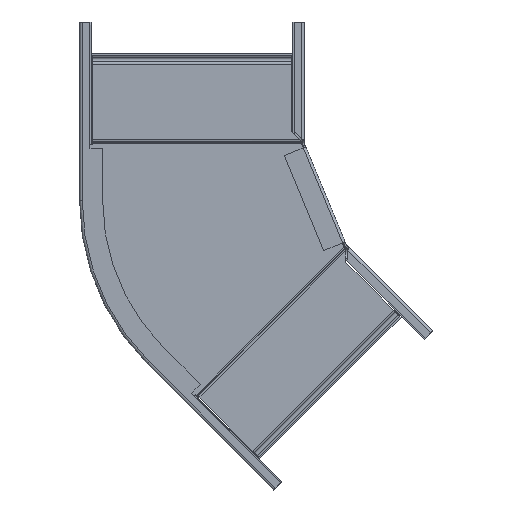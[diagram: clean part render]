
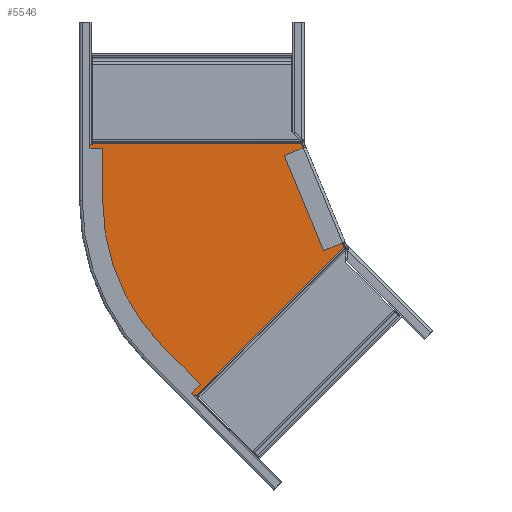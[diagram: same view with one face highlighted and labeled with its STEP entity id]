
A CAD part, front view. The second image highlights one B-rep face of the part: STEP entity #5546.
In plain terms, the highlighted planar face has unit normal (0, -1, 0).
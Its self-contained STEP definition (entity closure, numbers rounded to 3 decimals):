
#12 = VECTOR ( 'NONE', #2568, 1000. ) ;
#122 = EDGE_CURVE ( 'NONE', #5365, #1646, #3097, .T. ) ;
#147 = ORIENTED_EDGE ( 'NONE', *, *, #1633, .F. ) ;
#210 = VECTOR ( 'NONE', #1744, 1000. ) ;
#250 = EDGE_CURVE ( 'NONE', #5365, #3497, #381, .T. ) ;
#302 = VERTEX_POINT ( 'NONE', #1710 ) ;
#307 = DIRECTION ( 'NONE',  ( 0., 0., 1. ) ) ;
#323 = EDGE_CURVE ( 'NONE', #3942, #1646, #4902, .T. ) ;
#381 = CIRCLE ( 'NONE', #2157, 148.25 ) ;
#404 = VECTOR ( 'NONE', #4752, 1000. ) ;
#424 = EDGE_CURVE ( 'NONE', #2918, #302, #3688, .T. ) ;
#427 = ORIENTED_EDGE ( 'NONE', *, *, #3948, .T. ) ;
#465 = EDGE_CURVE ( 'NONE', #1805, #4202, #4185, .T. ) ;
#509 = DIRECTION ( 'NONE',  ( 0., 1., 0. ) ) ;
#732 = CARTESIAN_POINT ( 'NONE',  ( -156.139, -0.75, 32.928 ) ) ;
#738 = CARTESIAN_POINT ( 'NONE',  ( -149.639, -0.75, 33.603 ) ) ;
#756 = VECTOR ( 'NONE', #2026, 1000. ) ;
#787 = ORIENTED_EDGE ( 'NONE', *, *, #465, .F. ) ;
#833 = ORIENTED_EDGE ( 'NONE', *, *, #1077, .F. ) ;
#878 = CARTESIAN_POINT ( 'NONE',  ( 18.183, -0.75, -29.339 ) ) ;
#919 = CARTESIAN_POINT ( 'NONE',  ( -149.639, -0.75, 85.428 ) ) ;
#929 = VECTOR ( 'NONE', #2768, 1000. ) ;
#1028 = DIRECTION ( 'NONE',  ( -0.707, 0., 0.707 ) ) ;
#1077 = EDGE_CURVE ( 'NONE', #4038, #1805, #4413, .T. ) ;
#1190 = CARTESIAN_POINT ( 'NONE',  ( 13.639, -0.75, -32.928 ) ) ;
#1364 = VECTOR ( 'NONE', #1871, 1000. ) ;
#1423 = ORIENTED_EDGE ( 'NONE', *, *, #122, .T. ) ;
#1430 = EDGE_CURVE ( 'NONE', #2015, #3942, #2081, .T. ) ;
#1492 = CARTESIAN_POINT ( 'NONE',  ( -87.124, -0.75, -133.69 ) ) ;
#1633 = EDGE_CURVE ( 'NONE', #3497, #302, #4143, .T. ) ;
#1642 = VERTEX_POINT ( 'NONE', #738 ) ;
#1646 = VERTEX_POINT ( 'NONE', #5013 ) ;
#1702 = CARTESIAN_POINT ( 'NONE',  ( -7.889, -0.75, 33.603 ) ) ;
#1710 = CARTESIAN_POINT ( 'NONE',  ( -156.139, -0.75, 32.928 ) ) ;
#1735 = CARTESIAN_POINT ( 'NONE',  ( -7.889, -0.75, -3.268 ) ) ;
#1744 = DIRECTION ( 'NONE',  ( -0.707, 0., 0.707 ) ) ;
#1805 = VERTEX_POINT ( 'NONE', #5529 ) ;
#1811 = DIRECTION ( 'NONE',  ( 0., 0., -1. ) ) ;
#1843 = CARTESIAN_POINT ( 'NONE',  ( -13.639, -0.75, 32.928 ) ) ;
#1850 = LINE ( 'NONE', #2241, #4263 ) ;
#1861 = VECTOR ( 'NONE', #307, 1000. ) ;
#1871 = DIRECTION ( 'NONE',  ( 0.707, 0., -0.707 ) ) ;
#2004 = CARTESIAN_POINT ( 'NONE',  ( -13.639, -0.75, 33.603 ) ) ;
#2015 = VERTEX_POINT ( 'NONE', #5540 ) ;
#2026 = DIRECTION ( 'NONE',  ( 0.383, 0., -0.924 ) ) ;
#2039 = DIRECTION ( 'NONE',  ( 0., -1., 0. ) ) ;
#2081 = LINE ( 'NONE', #3780, #210 ) ;
#2157 = AXIS2_PLACEMENT_3D ( 'NONE', #1735, #509, #3066 ) ;
#2214 = ORIENTED_EDGE ( 'NONE', *, *, #323, .F. ) ;
#2241 = CARTESIAN_POINT ( 'NONE',  ( 13.639, -0.75, -32.928 ) ) ;
#2292 = EDGE_CURVE ( 'NONE', #3755, #2015, #4682, .T. ) ;
#2462 = CARTESIAN_POINT ( 'NONE',  ( -156.139, -0.75, -3.268 ) ) ;
#2529 = LINE ( 'NONE', #1702, #3443 ) ;
#2568 = DIRECTION ( 'NONE',  ( -0.707, 0., -0.707 ) ) ;
#2644 = AXIS2_PLACEMENT_3D ( 'NONE', #4196, #2039, #5070 ) ;
#2757 = DIRECTION ( 'NONE',  ( -1., 0., 0. ) ) ;
#2768 = DIRECTION ( 'NONE',  ( -0.707, 0., -0.707 ) ) ;
#2785 = ORIENTED_EDGE ( 'NONE', *, *, #2844, .T. ) ;
#2844 = EDGE_CURVE ( 'NONE', #4038, #1642, #2529, .T. ) ;
#2881 = VECTOR ( 'NONE', #4529, 1000. ) ;
#2918 = VERTEX_POINT ( 'NONE', #3306 ) ;
#3066 = DIRECTION ( 'NONE',  ( 0., 0., -1. ) ) ;
#3097 = LINE ( 'NONE', #4809, #1364 ) ;
#3120 = ORIENTED_EDGE ( 'NONE', *, *, #1430, .F. ) ;
#3224 = EDGE_LOOP ( 'NONE', ( #833, #2785, #427, #4697, #147, #4018, #1423, #2214, #3120, #4937, #4643, #787 ) ) ;
#3306 = CARTESIAN_POINT ( 'NONE',  ( -149.639, -0.75, 32.928 ) ) ;
#3321 = EDGE_CURVE ( 'NONE', #3755, #4202, #1850, .T. ) ;
#3410 = VECTOR ( 'NONE', #1811, 1000. ) ;
#3439 = LINE ( 'NONE', #919, #404 ) ;
#3443 = VECTOR ( 'NONE', #2757, 1000. ) ;
#3497 = VERTEX_POINT ( 'NONE', #4534 ) ;
#3688 = LINE ( 'NONE', #732, #2881 ) ;
#3755 = VERTEX_POINT ( 'NONE', #5194 ) ;
#3769 = CARTESIAN_POINT ( 'NONE',  ( -8.802, -0.75, 21.249 ) ) ;
#3780 = CARTESIAN_POINT ( 'NONE',  ( -45.404, -0.75, -166.217 ) ) ;
#3812 = FACE_OUTER_BOUND ( 'NONE', #3224, .T. ) ;
#3836 = PLANE ( 'NONE',  #2644 ) ;
#3942 = VERTEX_POINT ( 'NONE', #5269 ) ;
#3948 = EDGE_CURVE ( 'NONE', #1642, #2918, #3439, .T. ) ;
#4018 = ORIENTED_EDGE ( 'NONE', *, *, #250, .F. ) ;
#4038 = VERTEX_POINT ( 'NONE', #2004 ) ;
#4143 = LINE ( 'NONE', #2462, #1861 ) ;
#4185 = LINE ( 'NONE', #3769, #756 ) ;
#4196 = CARTESIAN_POINT ( 'NONE',  ( -7.889, -0.75, -3.268 ) ) ;
#4202 = VERTEX_POINT ( 'NONE', #1190 ) ;
#4263 = VECTOR ( 'NONE', #1028, 1000. ) ;
#4413 = LINE ( 'NONE', #1843, #3410 ) ;
#4529 = DIRECTION ( 'NONE',  ( -1., 0., 0. ) ) ;
#4534 = CARTESIAN_POINT ( 'NONE',  ( -156.139, -0.75, -3.268 ) ) ;
#4643 = ORIENTED_EDGE ( 'NONE', *, *, #3321, .T. ) ;
#4682 = LINE ( 'NONE', #878, #12 ) ;
#4697 = ORIENTED_EDGE ( 'NONE', *, *, #424, .T. ) ;
#4752 = DIRECTION ( 'NONE',  ( 0., 0., -1. ) ) ;
#4809 = CARTESIAN_POINT ( 'NONE',  ( -112.718, -0.75, -108.096 ) ) ;
#4902 = LINE ( 'NONE', #1492, #929 ) ;
#4937 = ORIENTED_EDGE ( 'NONE', *, *, #2292, .F. ) ;
#5013 = CARTESIAN_POINT ( 'NONE',  ( -87.124, -0.75, -133.69 ) ) ;
#5070 = DIRECTION ( 'NONE',  ( 0., 0., -1. ) ) ;
#5194 = CARTESIAN_POINT ( 'NONE',  ( 14.117, -0.75, -33.405 ) ) ;
#5243 = CARTESIAN_POINT ( 'NONE',  ( -112.718, -0.75, -108.096 ) ) ;
#5269 = CARTESIAN_POINT ( 'NONE',  ( -82.527, -0.75, -129.094 ) ) ;
#5365 = VERTEX_POINT ( 'NONE', #5243 ) ;
#5529 = CARTESIAN_POINT ( 'NONE',  ( -13.639, -0.75, 32.928 ) ) ;
#5540 = CARTESIAN_POINT ( 'NONE',  ( -82.05, -0.75, -129.572 ) ) ;
#5546 = ADVANCED_FACE ( 'NONE', ( #3812 ), #3836, .T. ) ;
